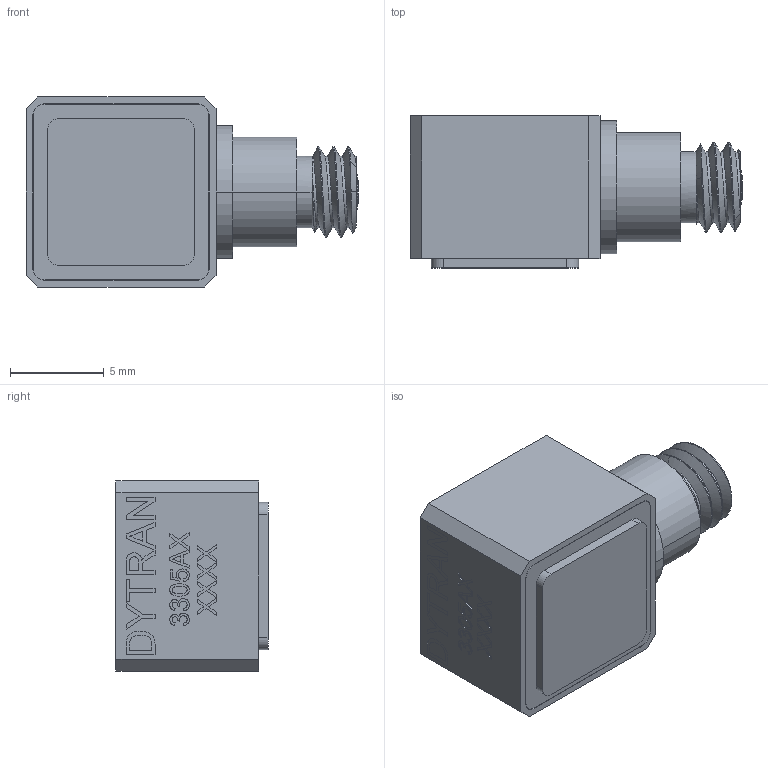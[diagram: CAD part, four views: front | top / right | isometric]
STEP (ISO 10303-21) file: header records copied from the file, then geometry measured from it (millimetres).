
FILE_DESCRIPTION (( 'STEP AP214' ), '1' );
FILE_NAME ('CAD_3305A.STEP', '2017-04-06T17:27:20', ( 'Dytran' ), ( '' ), 'SwSTEP 2.0', 'SolidWorks 2016', '' );
FILE_SCHEMA (( 'AUTOMOTIVE_DESIGN' ));
Length unit declared in the file: millimetre
Products named in the file (1): CAD_3305A
Bounding box: 17.75 x 8.13 x 10.16 mm (x, y, z)
Volume: 936.6 mm3; surface area: 1101.6 mm2
Topology: 2 solids, 6 shells, 478 faces, 1274 edges, 840 vertices
Faces by surface type: plane 280, bspline 92, cylinder 82, cone 24
Entity records: 24210 total; most frequent: CARTESIAN_POINT 7940, ORIENTED_EDGE 2548, DIRECTION 2006, EDGE_CURVE 1274, VERTEX_POINT 840, LINE 818, VECTOR 818, AXIS2_PLACEMENT_3D 594
